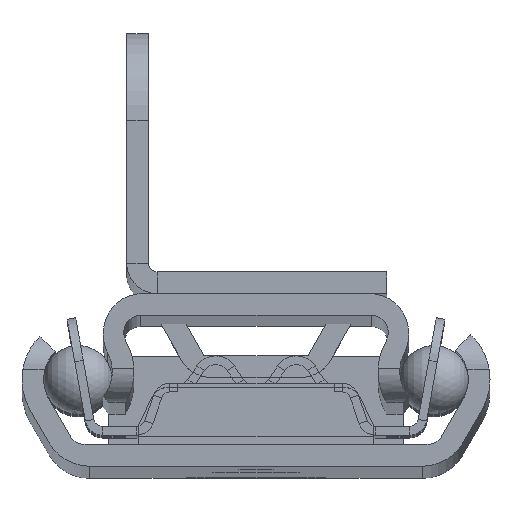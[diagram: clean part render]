
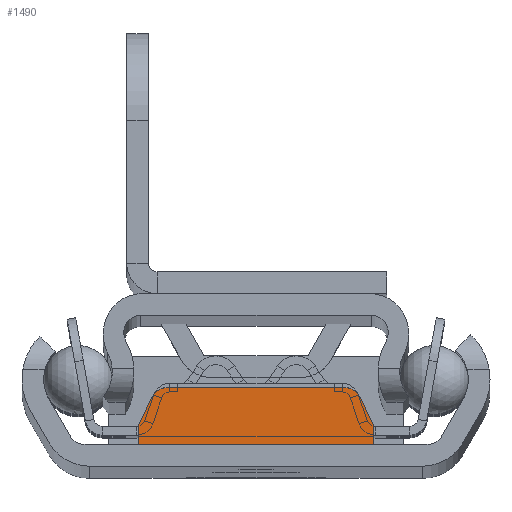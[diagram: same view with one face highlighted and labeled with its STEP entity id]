
A CAD part, top view. The second image highlights one B-rep face of the part: STEP entity #1490.
In plain terms, the highlighted planar face has unit normal (0, 0, 1).
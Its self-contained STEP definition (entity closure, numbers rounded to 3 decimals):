
#292=DIRECTION('',(1.,0.,0.));
#293=VECTOR('',#292,13.5);
#294=CARTESIAN_POINT('',(-6.75,1.25,-6.75));
#295=LINE('',#294,#293);
#406=DIRECTION('',(-0.423,0.906,0.));
#407=VECTOR('',#406,1.729);
#408=CARTESIAN_POINT('',(6.75,2.405,-6.75));
#409=LINE('',#408,#407);
#410=DIRECTION('',(0.,1.,0.));
#411=VECTOR('',#410,1.155);
#412=CARTESIAN_POINT('',(6.75,1.25,-6.75));
#413=LINE('',#412,#411);
#414=DIRECTION('',(0.,-1.,0.));
#415=VECTOR('',#414,1.155);
#416=CARTESIAN_POINT('',(-6.75,2.405,-6.75));
#417=LINE('',#416,#415);
#418=DIRECTION('',(-0.423,-0.906,0.));
#419=VECTOR('',#418,1.729);
#420=CARTESIAN_POINT('',(-6.019,3.973,-6.75));
#421=LINE('',#420,#419);
#422=DIRECTION('',(-1.,0.,0.));
#423=VECTOR('',#422,10.226);
#424=CARTESIAN_POINT('',(5.113,4.55,-6.75));
#425=LINE('',#424,#423);
#439=CARTESIAN_POINT('',(5.113,3.55,-6.75));
#440=DIRECTION('',(0.,0.,1.));
#441=DIRECTION('',(0.906,0.423,0.));
#442=AXIS2_PLACEMENT_3D('',#439,#440,#441);
#457=CARTESIAN_POINT('',(-5.113,3.55,-6.75));
#458=DIRECTION('',(0.,0.,1.));
#459=DIRECTION('',(0.,1.,0.));
#460=AXIS2_PLACEMENT_3D('',#457,#458,#459);
#840=CARTESIAN_POINT('',(-6.75,2.405,-6.75));
#842=VERTEX_POINT('',#840);
#844=CARTESIAN_POINT('',(6.75,2.405,-6.75));
#846=VERTEX_POINT('',#844);
#847=CARTESIAN_POINT('',(-6.75,1.25,-6.75));
#848=CARTESIAN_POINT('',(6.75,1.25,-6.75));
#849=VERTEX_POINT('',#847);
#850=VERTEX_POINT('',#848);
#875=CARTESIAN_POINT('',(5.113,4.55,-6.75));
#877=VERTEX_POINT('',#875);
#881=CARTESIAN_POINT('',(6.019,3.973,-6.75));
#882=VERTEX_POINT('',#881);
#883=CARTESIAN_POINT('',(-6.019,3.973,-6.75));
#885=VERTEX_POINT('',#883);
#889=CARTESIAN_POINT('',(-5.113,4.55,-6.75));
#890=VERTEX_POINT('',#889);
#1469=CARTESIAN_POINT('',(0.,0.,-6.75));
#1470=DIRECTION('',(0.,0.,1.));
#1471=DIRECTION('',(1.,0.,0.));
#1472=AXIS2_PLACEMENT_3D('',#1469,#1470,#1471);
#1473=PLANE('',#1472);
#1475=ORIENTED_EDGE('',*,*,#1474,.F.);
#1477=ORIENTED_EDGE('',*,*,#1476,.F.);
#1478=ORIENTED_EDGE('',*,*,#1460,.F.);
#1479=ORIENTED_EDGE('',*,*,#1330,.F.);
#1481=ORIENTED_EDGE('',*,*,#1480,.F.);
#1483=ORIENTED_EDGE('',*,*,#1482,.F.);
#1485=ORIENTED_EDGE('',*,*,#1484,.F.);
#1487=ORIENTED_EDGE('',*,*,#1486,.F.);
#1488=EDGE_LOOP('',(#1475,#1477,#1478,#1479,#1481,#1483,#1485,#1487));
#1489=FACE_OUTER_BOUND('',#1488,.F.);
#1490=ADVANCED_FACE('',(#1489),#1473,.T.);
#443=CIRCLE('',#442,1.);
#461=CIRCLE('',#460,1.);
#1330=EDGE_CURVE('',#849,#850,#295,.T.);
#1460=EDGE_CURVE('',#850,#846,#413,.T.);
#1474=EDGE_CURVE('',#882,#877,#443,.T.);
#1476=EDGE_CURVE('',#846,#882,#409,.T.);
#1480=EDGE_CURVE('',#842,#849,#417,.T.);
#1482=EDGE_CURVE('',#885,#842,#421,.T.);
#1484=EDGE_CURVE('',#890,#885,#461,.T.);
#1486=EDGE_CURVE('',#877,#890,#425,.T.);
